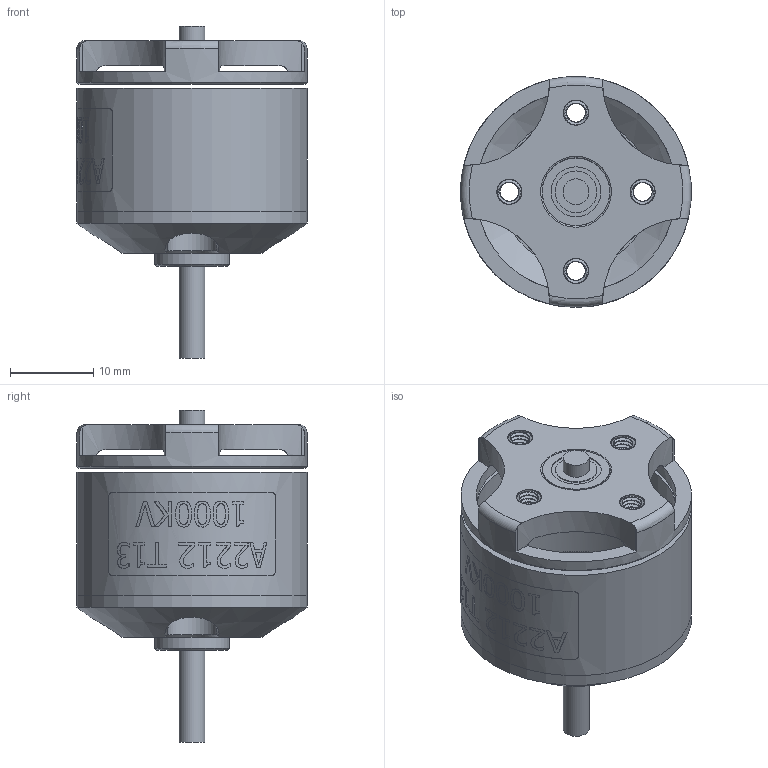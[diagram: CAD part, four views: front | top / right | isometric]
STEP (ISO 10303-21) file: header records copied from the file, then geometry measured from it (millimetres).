
FILE_DESCRIPTION(/* description */ (''),/* implementation_level */ '2;1');
FILE_NAME(/* name */ '1000KV Brushless Motor.stp',/* time_stamp */ '2023-11-26T22:24:25+02:00',/* author */ ('Claudiu'),/* organization */ (''),/* preprocessor_version */ 'ST-DEVELOPER v17',/* originating_system */ 'Autodesk Inventor 2019',/* authorisation */ '');
FILE_SCHEMA (('AUTOMOTIVE_DESIGN { 1 0 10303 214 3 1 1 }'));
Length unit declared in the file: millimetre
Products named in the file (1): 1000KV Brusheless Motor
Bounding box: 27.7 x 27.7 x 39.85 mm (x, y, z)
Volume: 5624.2 mm3; surface area: 5948.7 mm2
Topology: 6 solids, 6 shells, 346 faces, 962 edges, 638 vertices
Faces by surface type: bspline 134, plane 115, cylinder 81, torus 9, cone 7
Full cylindrical faces by diameter (mm): 2.259 x24, 3 x8, 3.1 x2, 5 x1, 6 x5, 8.1 x1, 9 x1, 24 x2, 27.7 x3
Entity records: 21896 total; most frequent: CARTESIAN_POINT 13622, ORIENTED_EDGE 1928, DIRECTION 1214, EDGE_CURVE 964, VERTEX_POINT 640, AXIS2_PLACEMENT_3D 434, B_SPLINE_CURVE_WITH_KNOTS 397, EDGE_LOOP 388
